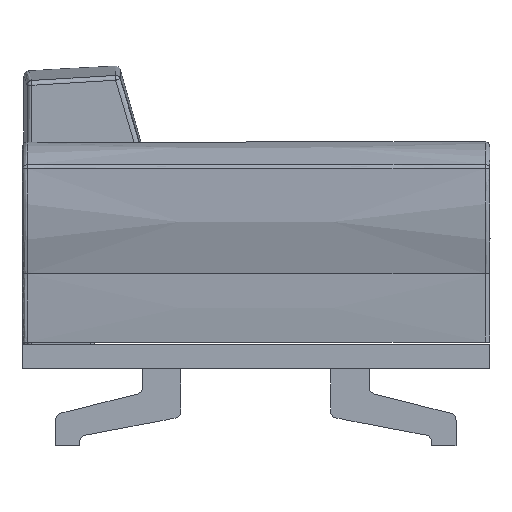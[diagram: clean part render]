
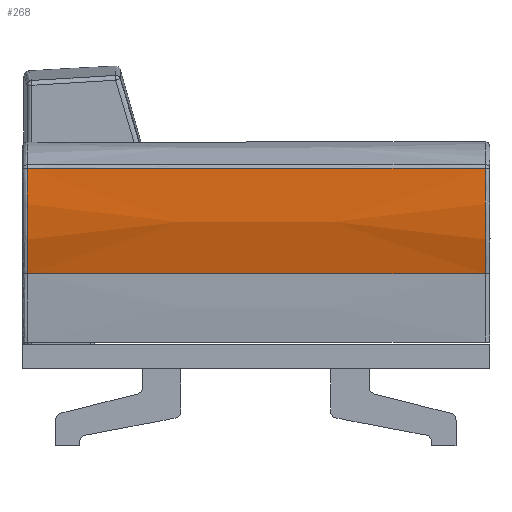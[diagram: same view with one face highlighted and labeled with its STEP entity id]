
A CAD part, left-side view. The second image highlights one B-rep face of the part: STEP entity #268.
In plain terms, the highlighted free-form (B-spline) face has degree [3, 2] with [4, 3] control points.
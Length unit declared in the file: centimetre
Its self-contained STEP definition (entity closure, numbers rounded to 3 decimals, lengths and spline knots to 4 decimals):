
#268=ADVANCED_FACE($,(#464),#2234,.T.);
#464=FACE_OUTER_BOUND($,#660,.T.);
#660=EDGE_LOOP($,(#1401,#1402,#1403,#1404));
#1401=ORIENTED_EDGE($,*,*,#1841,.F.);
#1402=ORIENTED_EDGE($,*,*,#1840,.F.);
#1403=ORIENTED_EDGE($,*,*,#1842,.F.);
#1404=ORIENTED_EDGE($,*,*,#1839,.F.);
#1839=EDGE_CURVE($,#2080,#2081,#2601,.T.);
#1840=EDGE_CURVE($,#2082,#2083,#2602,.T.);
#1841=EDGE_CURVE($,#2083,#2080,#2603,.T.);
#1842=EDGE_CURVE($,#2081,#2082,#2604,.T.);
#2080=VERTEX_POINT($,#7766);
#2081=VERTEX_POINT($,#7767);
#2082=VERTEX_POINT($,#7768);
#2083=VERTEX_POINT($,#7769);
#2234=(
BOUNDED_SURFACE()
B_SPLINE_SURFACE(3,2,((#7370,#7371,#7372),(#7373,#7374,#7375),(#7376,#7377,
#7378),(#7379,#7380,#7381)),.UNSPECIFIED.,.F.,.F.,.F.)
B_SPLINE_SURFACE_WITH_KNOTS((4,4),(3,3),(0.9999,95.9001),
(63.4457,85.6691),.UNSPECIFIED.)
GEOMETRIC_REPRESENTATION_ITEM()
RATIONAL_B_SPLINE_SURFACE(((0.999,0.975,1.),
(0.999,0.975,1.),(0.999,
0.975,1.),(0.999,0.975,
1.)))
REPRESENTATION_ITEM($)
SURFACE()
);
#2601=(
BOUNDED_CURVE()
B_SPLINE_CURVE(3,(#7166,#7167,#7168,#7169,#7170,#7171),.UNSPECIFIED.,.F.,
.F.)
B_SPLINE_CURVE_WITH_KNOTS((4,1,1,4),(0.4984,10.9664,
16.5554,22.2827),.UNSPECIFIED.)
CURVE()
GEOMETRIC_REPRESENTATION_ITEM()
RATIONAL_B_SPLINE_CURVE((1.,1.,1.,1.,1.,1.))
REPRESENTATION_ITEM($)
);
#2602=(
BOUNDED_CURVE()
B_SPLINE_CURVE(3,(#7172,#7173,#7174,#7175,#7176,#7177),.UNSPECIFIED.,.F.,
.F.)
B_SPLINE_CURVE_WITH_KNOTS((4,1,1,4),(0.0003,10.9664,
16.5554,21.7847),.UNSPECIFIED.)
CURVE()
GEOMETRIC_REPRESENTATION_ITEM()
RATIONAL_B_SPLINE_CURVE((1.,1.,1.,1.,1.,1.))
REPRESENTATION_ITEM($)
);
#2603=(
BOUNDED_CURVE()
B_SPLINE_CURVE(3,(#7178,#7179,#7180,#7181),.UNSPECIFIED.,.F.,.F.)
B_SPLINE_CURVE_WITH_KNOTS((4,4),(0.9998,95.8998),.UNSPECIFIED.)
CURVE()
GEOMETRIC_REPRESENTATION_ITEM()
RATIONAL_B_SPLINE_CURVE((1.,1.,1.,1.))
REPRESENTATION_ITEM($)
);
#2604=(
BOUNDED_CURVE()
B_SPLINE_CURVE(3,(#7182,#7183,#7184,#7185),.UNSPECIFIED.,.F.,.F.)
B_SPLINE_CURVE_WITH_KNOTS((4,4),(0.9999,95.8999),.UNSPECIFIED.)
CURVE()
GEOMETRIC_REPRESENTATION_ITEM()
RATIONAL_B_SPLINE_CURVE((1.,1.,1.,1.))
REPRESENTATION_ITEM($)
);
#7166=CARTESIAN_POINT($,(10872.579,-2439.9821,41.5001));
#7167=CARTESIAN_POINT($,(10872.2737,-2439.9821,37.9529));
#7168=CARTESIAN_POINT($,(10872.3882,-2439.9822,32.4619));
#7169=CARTESIAN_POINT($,(10873.7468,-2439.9822,25.1661));
#7170=CARTESIAN_POINT($,(10874.8826,-2439.9822,21.4819));
#7171=CARTESIAN_POINT($,(10875.5641,-2439.9823,19.657));
#7172=CARTESIAN_POINT($,(10875.5685,-2345.0823,19.6241));
#7173=CARTESIAN_POINT($,(10874.2633,-2345.0822,23.118));
#7174=CARTESIAN_POINT($,(10872.8853,-2345.0822,28.6135));
#7175=CARTESIAN_POINT($,(10872.3114,-2345.0821,36.0125));
#7176=CARTESIAN_POINT($,(10872.4311,-2345.0821,39.6952));
#7177=CARTESIAN_POINT($,(10872.5835,-2345.0821,41.4672));
#7178=CARTESIAN_POINT($,(10872.5835,-2345.0821,41.4672));
#7179=CARTESIAN_POINT($,(10872.582,-2376.7154,41.4782));
#7180=CARTESIAN_POINT($,(10872.5805,-2408.3488,41.4891));
#7181=CARTESIAN_POINT($,(10872.579,-2439.9821,41.5001));
#7182=CARTESIAN_POINT($,(10875.5641,-2439.9823,19.657));
#7183=CARTESIAN_POINT($,(10875.5656,-2408.3489,19.6461));
#7184=CARTESIAN_POINT($,(10875.5671,-2376.7156,19.6351));
#7185=CARTESIAN_POINT($,(10875.5685,-2345.0823,19.6241));
#7370=CARTESIAN_POINT($,(10872.579,-2439.9823,41.5001));
#7371=CARTESIAN_POINT($,(10871.6115,-2439.9823,30.2424));
#7372=CARTESIAN_POINT($,(10875.5641,-2439.9823,19.657));
#7373=CARTESIAN_POINT($,(10872.5805,-2408.3489,41.4891));
#7374=CARTESIAN_POINT($,(10871.613,-2408.3489,30.2314));
#7375=CARTESIAN_POINT($,(10875.5656,-2408.3489,19.6461));
#7376=CARTESIAN_POINT($,(10872.582,-2376.7155,41.4782));
#7377=CARTESIAN_POINT($,(10871.6145,-2376.7155,30.2205));
#7378=CARTESIAN_POINT($,(10875.5671,-2376.7155,19.6351));
#7379=CARTESIAN_POINT($,(10872.5835,-2345.0821,41.4672));
#7380=CARTESIAN_POINT($,(10871.616,-2345.0821,30.2095));
#7381=CARTESIAN_POINT($,(10875.5685,-2345.0821,19.6241));
#7766=CARTESIAN_POINT($,(10872.579,-2439.9821,41.5001));
#7767=CARTESIAN_POINT($,(10875.5641,-2439.9823,19.657));
#7768=CARTESIAN_POINT($,(10875.5685,-2345.0823,19.6241));
#7769=CARTESIAN_POINT($,(10872.5835,-2345.0821,41.4672));
